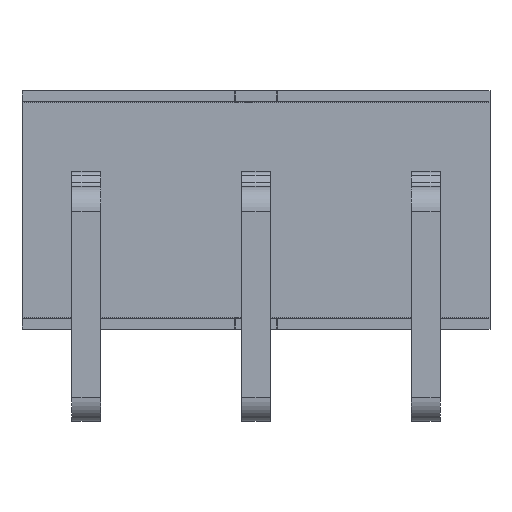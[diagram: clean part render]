
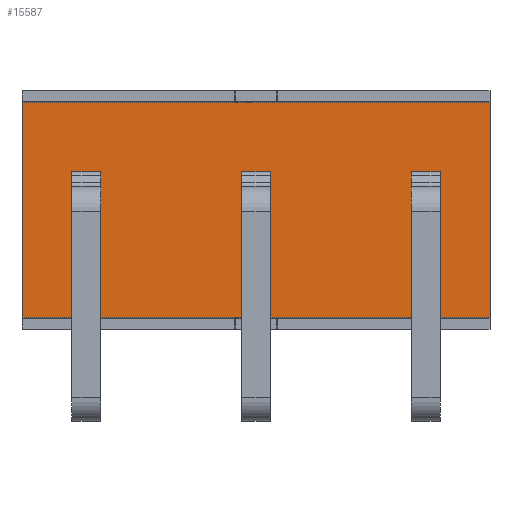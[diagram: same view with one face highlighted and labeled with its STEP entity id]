
A CAD part, front view. The second image highlights one B-rep face of the part: STEP entity #15587.
In plain terms, the highlighted planar face has unit normal (0, -1, 0).
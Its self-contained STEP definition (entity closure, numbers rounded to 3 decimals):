
#15274 = VERTEX_POINT('',#15275);
#15275 = CARTESIAN_POINT('',(5.1,4.1,2.27));
#15281 = EDGE_CURVE('',#15274,#15282,#15284,.T.);
#15282 = VERTEX_POINT('',#15283);
#15283 = CARTESIAN_POINT('',(5.1,4.1,4.37));
#15284 = LINE('',#15285,#15286);
#15285 = CARTESIAN_POINT('',(5.1,4.1,2.27));
#15286 = VECTOR('',#15287,1.);
#15287 = DIRECTION('',(0.,0.,1.));
#15544 = VERTEX_POINT('',#15545);
#15545 = CARTESIAN_POINT('',(4.3,4.1,4.37));
#15551 = EDGE_CURVE('',#15552,#15544,#15554,.T.);
#15552 = VERTEX_POINT('',#15553);
#15553 = CARTESIAN_POINT('',(4.3,4.1,2.27));
#15554 = LINE('',#15555,#15556);
#15555 = CARTESIAN_POINT('',(4.3,4.1,2.27));
#15556 = VECTOR('',#15557,1.);
#15557 = DIRECTION('',(0.,0.,1.));
#15575 = EDGE_CURVE('',#15274,#15552,#15576,.T.);
#15576 = LINE('',#15577,#15578);
#15577 = CARTESIAN_POINT('',(5.1,4.1,2.27));
#15578 = VECTOR('',#15579,1.);
#15579 = DIRECTION('',(-1.,0.,0.));
#15587 = ADVANCED_FACE('',(#15588,#15622,#15656,#15690),#15701,.F.);
#15588 = FACE_BOUND('',#15589,.T.);
#15589 = EDGE_LOOP('',(#15590,#15600,#15608,#15616));
#15590 = ORIENTED_EDGE('',*,*,#15591,.F.);
#15591 = EDGE_CURVE('',#15592,#15594,#15596,.T.);
#15592 = VERTEX_POINT('',#15593);
#15593 = CARTESIAN_POINT('',(-6.475,4.1,0.34));
#15594 = VERTEX_POINT('',#15595);
#15595 = CARTESIAN_POINT('',(-6.475,4.1,6.3));
#15596 = LINE('',#15597,#15598);
#15597 = CARTESIAN_POINT('',(-6.475,4.1,0.34));
#15598 = VECTOR('',#15599,1.);
#15599 = DIRECTION('',(0.,0.,1.));
#15600 = ORIENTED_EDGE('',*,*,#15601,.F.);
#15601 = EDGE_CURVE('',#15602,#15592,#15604,.T.);
#15602 = VERTEX_POINT('',#15603);
#15603 = CARTESIAN_POINT('',(6.475,4.1,0.34));
#15604 = LINE('',#15605,#15606);
#15605 = CARTESIAN_POINT('',(6.475,4.1,0.34));
#15606 = VECTOR('',#15607,1.);
#15607 = DIRECTION('',(-1.,0.,0.));
#15608 = ORIENTED_EDGE('',*,*,#15609,.F.);
#15609 = EDGE_CURVE('',#15610,#15602,#15612,.T.);
#15610 = VERTEX_POINT('',#15611);
#15611 = CARTESIAN_POINT('',(6.475,4.1,6.3));
#15612 = LINE('',#15613,#15614);
#15613 = CARTESIAN_POINT('',(6.475,4.1,6.3));
#15614 = VECTOR('',#15615,1.);
#15615 = DIRECTION('',(0.,0.,-1.));
#15616 = ORIENTED_EDGE('',*,*,#15617,.T.);
#15617 = EDGE_CURVE('',#15610,#15594,#15618,.T.);
#15618 = LINE('',#15619,#15620);
#15619 = CARTESIAN_POINT('',(6.475,4.1,6.3));
#15620 = VECTOR('',#15621,1.);
#15621 = DIRECTION('',(-1.,0.,0.));
#15622 = FACE_BOUND('',#15623,.T.);
#15623 = EDGE_LOOP('',(#15624,#15634,#15642,#15650));
#15624 = ORIENTED_EDGE('',*,*,#15625,.T.);
#15625 = EDGE_CURVE('',#15626,#15628,#15630,.T.);
#15626 = VERTEX_POINT('',#15627);
#15627 = CARTESIAN_POINT('',(0.4,4.1,2.27));
#15628 = VERTEX_POINT('',#15629);
#15629 = CARTESIAN_POINT('',(-0.4,4.1,2.27));
#15630 = LINE('',#15631,#15632);
#15631 = CARTESIAN_POINT('',(0.4,4.1,2.27));
#15632 = VECTOR('',#15633,1.);
#15633 = DIRECTION('',(-1.,0.,0.));
#15634 = ORIENTED_EDGE('',*,*,#15635,.T.);
#15635 = EDGE_CURVE('',#15628,#15636,#15638,.T.);
#15636 = VERTEX_POINT('',#15637);
#15637 = CARTESIAN_POINT('',(-0.4,4.1,4.37));
#15638 = LINE('',#15639,#15640);
#15639 = CARTESIAN_POINT('',(-0.4,4.1,2.27));
#15640 = VECTOR('',#15641,1.);
#15641 = DIRECTION('',(0.,0.,1.));
#15642 = ORIENTED_EDGE('',*,*,#15643,.F.);
#15643 = EDGE_CURVE('',#15644,#15636,#15646,.T.);
#15644 = VERTEX_POINT('',#15645);
#15645 = CARTESIAN_POINT('',(0.4,4.1,4.37));
#15646 = LINE('',#15647,#15648);
#15647 = CARTESIAN_POINT('',(0.4,4.1,4.37));
#15648 = VECTOR('',#15649,1.);
#15649 = DIRECTION('',(-1.,0.,0.));
#15650 = ORIENTED_EDGE('',*,*,#15651,.F.);
#15651 = EDGE_CURVE('',#15626,#15644,#15652,.T.);
#15652 = LINE('',#15653,#15654);
#15653 = CARTESIAN_POINT('',(0.4,4.1,2.27));
#15654 = VECTOR('',#15655,1.);
#15655 = DIRECTION('',(0.,0.,1.));
#15656 = FACE_BOUND('',#15657,.T.);
#15657 = EDGE_LOOP('',(#15658,#15668,#15676,#15684));
#15658 = ORIENTED_EDGE('',*,*,#15659,.T.);
#15659 = EDGE_CURVE('',#15660,#15662,#15664,.T.);
#15660 = VERTEX_POINT('',#15661);
#15661 = CARTESIAN_POINT('',(-4.3,4.1,2.27));
#15662 = VERTEX_POINT('',#15663);
#15663 = CARTESIAN_POINT('',(-5.1,4.1,2.27));
#15664 = LINE('',#15665,#15666);
#15665 = CARTESIAN_POINT('',(-4.3,4.1,2.27));
#15666 = VECTOR('',#15667,1.);
#15667 = DIRECTION('',(-1.,0.,0.));
#15668 = ORIENTED_EDGE('',*,*,#15669,.T.);
#15669 = EDGE_CURVE('',#15662,#15670,#15672,.T.);
#15670 = VERTEX_POINT('',#15671);
#15671 = CARTESIAN_POINT('',(-5.1,4.1,4.37));
#15672 = LINE('',#15673,#15674);
#15673 = CARTESIAN_POINT('',(-5.1,4.1,2.27));
#15674 = VECTOR('',#15675,1.);
#15675 = DIRECTION('',(0.,0.,1.));
#15676 = ORIENTED_EDGE('',*,*,#15677,.F.);
#15677 = EDGE_CURVE('',#15678,#15670,#15680,.T.);
#15678 = VERTEX_POINT('',#15679);
#15679 = CARTESIAN_POINT('',(-4.3,4.1,4.37));
#15680 = LINE('',#15681,#15682);
#15681 = CARTESIAN_POINT('',(-4.3,4.1,4.37));
#15682 = VECTOR('',#15683,1.);
#15683 = DIRECTION('',(-1.,0.,0.));
#15684 = ORIENTED_EDGE('',*,*,#15685,.F.);
#15685 = EDGE_CURVE('',#15660,#15678,#15686,.T.);
#15686 = LINE('',#15687,#15688);
#15687 = CARTESIAN_POINT('',(-4.3,4.1,2.27));
#15688 = VECTOR('',#15689,1.);
#15689 = DIRECTION('',(0.,0.,1.));
#15690 = FACE_BOUND('',#15691,.T.);
#15691 = EDGE_LOOP('',(#15692,#15693,#15694,#15700));
#15692 = ORIENTED_EDGE('',*,*,#15575,.T.);
#15693 = ORIENTED_EDGE('',*,*,#15551,.T.);
#15694 = ORIENTED_EDGE('',*,*,#15695,.F.);
#15695 = EDGE_CURVE('',#15282,#15544,#15696,.T.);
#15696 = LINE('',#15697,#15698);
#15697 = CARTESIAN_POINT('',(5.1,4.1,4.37));
#15698 = VECTOR('',#15699,1.);
#15699 = DIRECTION('',(-1.,0.,0.));
#15700 = ORIENTED_EDGE('',*,*,#15281,.F.);
#15701 = PLANE('',#15702);
#15702 = AXIS2_PLACEMENT_3D('',#15703,#15704,#15705);
#15703 = CARTESIAN_POINT('',(0.,4.1,3.32));
#15704 = DIRECTION('',(0.,1.,0.));
#15705 = DIRECTION('',(-1.,0.,0.));
